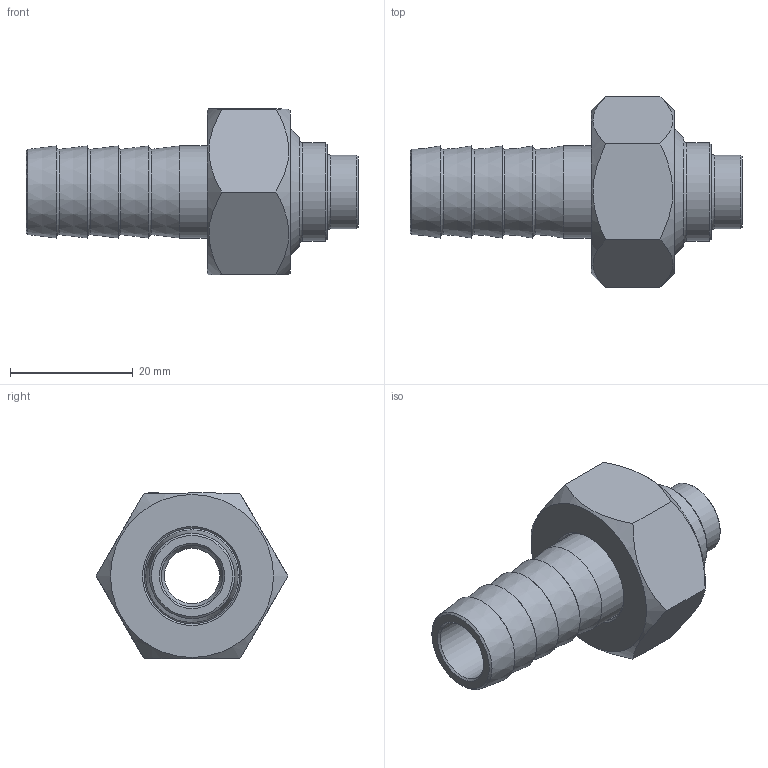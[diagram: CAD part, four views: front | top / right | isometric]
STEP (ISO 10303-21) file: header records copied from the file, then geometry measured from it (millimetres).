
FILE_DESCRIPTION(/* description */ (''),/* implementation_level */ '2;1');
FILE_NAME(/* name */ '3D_R666-SLE-SG-15-DN15-12_171130826.stp',/* time_stamp */ '2021-07-15T08:49:07+02:00',/* author */ ('cad'),/* organization */ (''),/* preprocessor_version */ 'ST-DEVELOPER v18.1',/* originating_system */ 'Autodesk Inventor 2022',/* authorisation */ '');
FILE_SCHEMA (('AUTOMOTIVE_DESIGN { 1 0 10303 214 3 1 1 }'));
Length unit declared in the file: millimetre
Products named in the file (4): 3D_R666-SLE-SG-15-DN15-12_171130826; 3D_R666-M-DN15_17113910; 3D_R666-SG-12-DN15_17113724; 3D_R666-SLE-15-DN15_17113420
Assembly tree (3 placements, depth 2):
  3D_R666-SLE-SG-15-DN15-12_171130826
    3D_R666-M-DN15_17113910
    3D_R666-SG-12-DN15_17113724
    3D_R666-SLE-15-DN15_17113420
Bounding box: 54 x 31.18 x 27 mm (x, y, z)
Volume: 11196.9 mm3; surface area: 7637.4 mm2
Topology: 3 solids, 3 shells, 58 faces, 125 edges, 81 vertices
Faces by surface type: cone 21, plane 20, cylinder 9, torus 8
Full cylindrical faces by diameter (mm): 9 x1, 10 x1, 12 x1, 15 x1, 15.5 x1, 16 x1, 18 x1, 18.631 x1, 20.9 x1
Entity records: 1753 total; most frequent: DIRECTION 320, CARTESIAN_POINT 295, ORIENTED_EDGE 250, AXIS2_PLACEMENT_3D 142, EDGE_CURVE 125, VERTEX_POINT 81, CIRCLE 77, EDGE_LOOP 72
